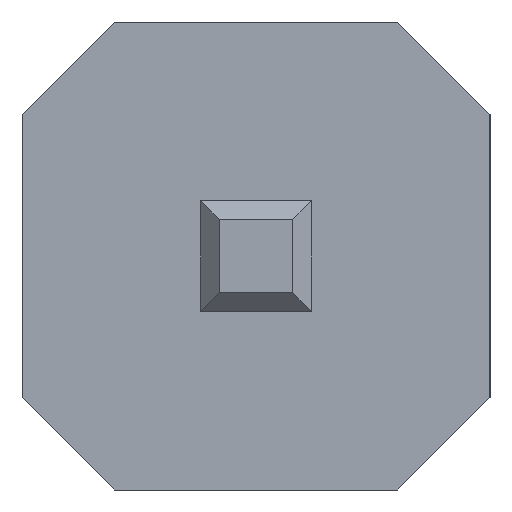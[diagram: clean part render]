
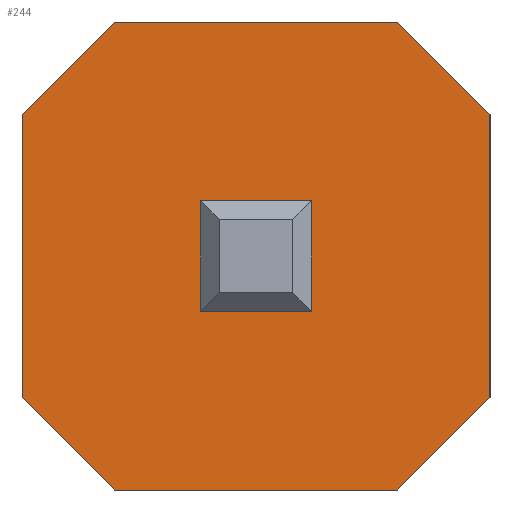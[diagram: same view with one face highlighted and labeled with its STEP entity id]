
A CAD part, left-side view. The second image highlights one B-rep face of the part: STEP entity #244.
In plain terms, the highlighted planar face has unit normal (-1, 0, 0).
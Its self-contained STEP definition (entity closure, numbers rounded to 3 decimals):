
#30 = LINE ( 'NONE', #762, #983 ) ;
#37 = VERTEX_POINT ( 'NONE', #552 ) ;
#53 = EDGE_CURVE ( 'NONE', #608, #1135, #555, .T. ) ;
#56 = VECTOR ( 'NONE', #308, 1000. ) ;
#69 = CARTESIAN_POINT ( 'NONE',  ( 0., 0.77, 0. ) ) ;
#90 = VECTOR ( 'NONE', #1108, 1000. ) ;
#98 = CARTESIAN_POINT ( 'NONE',  ( 0., 1.27, 0.5 ) ) ;
#100 = DIRECTION ( 'NONE',  ( 0., -1., 0. ) ) ;
#102 = VERTEX_POINT ( 'NONE', #584 ) ;
#116 = ORIENTED_EDGE ( 'NONE', *, *, #1025, .F. ) ;
#125 = LINE ( 'NONE', #338, #90 ) ;
#131 = VERTEX_POINT ( 'NONE', #1050 ) ;
#140 = VERTEX_POINT ( 'NONE', #693 ) ;
#144 = EDGE_CURVE ( 'NONE', #1230, #730, #236, .T. ) ;
#152 = DIRECTION ( 'NONE',  ( 0., 0., 1. ) ) ;
#161 = EDGE_CURVE ( 'NONE', #730, #102, #361, .T. ) ;
#166 = LINE ( 'NONE', #98, #942 ) ;
#177 = EDGE_LOOP ( 'NONE', ( #116, #683, #1007, #716 ) ) ;
#186 = CARTESIAN_POINT ( 'NONE',  ( 0., 1.27, 2.04 ) ) ;
#236 = LINE ( 'NONE', #470, #987 ) ;
#244 = ADVANCED_FACE ( 'NONE', ( #759, #424 ), #941, .T. ) ;
#269 = VECTOR ( 'NONE', #498, 1000. ) ;
#276 = EDGE_CURVE ( 'NONE', #955, #439, #1047, .T. ) ;
#282 = DIRECTION ( 'NONE',  ( 0., 0.707, 0.707 ) ) ;
#283 = ORIENTED_EDGE ( 'NONE', *, *, #144, .F. ) ;
#308 = DIRECTION ( 'NONE',  ( 0., 0., -1. ) ) ;
#320 = CARTESIAN_POINT ( 'NONE',  ( 0., 0.3, 1.57 ) ) ;
#338 = CARTESIAN_POINT ( 'NONE',  ( 0., -1.27, 2.04 ) ) ;
#360 = LINE ( 'NONE', #486, #1195 ) ;
#361 = LINE ( 'NONE', #703, #269 ) ;
#365 = DIRECTION ( 'NONE',  ( 0., 0., 1. ) ) ;
#406 = EDGE_CURVE ( 'NONE', #131, #140, #30, .T. ) ;
#424 = FACE_OUTER_BOUND ( 'NONE', #1168, .T. ) ;
#439 = VERTEX_POINT ( 'NONE', #952 ) ;
#446 = CARTESIAN_POINT ( 'NONE',  ( 0., 0., 0. ) ) ;
#451 = VECTOR ( 'NONE', #152, 1000. ) ;
#462 = CARTESIAN_POINT ( 'NONE',  ( 0., 0.3, 0. ) ) ;
#470 = CARTESIAN_POINT ( 'NONE',  ( 0., -1.27, 2.04 ) ) ;
#486 = CARTESIAN_POINT ( 'NONE',  ( 0., 0.77, 2.54 ) ) ;
#498 = DIRECTION ( 'NONE',  ( 0., 0.707, -0.707 ) ) ;
#520 = AXIS2_PLACEMENT_3D ( 'NONE', #446, #1126, #365 ) ;
#542 = DIRECTION ( 'NONE',  ( 0., 1., 0. ) ) ;
#552 = CARTESIAN_POINT ( 'NONE',  ( 0., 0.77, 0. ) ) ;
#555 = LINE ( 'NONE', #646, #451 ) ;
#581 = VECTOR ( 'NONE', #972, 1000. ) ;
#584 = CARTESIAN_POINT ( 'NONE',  ( 0., -0.77, 0. ) ) ;
#598 = CARTESIAN_POINT ( 'NONE',  ( 0., 0.77, 2.54 ) ) ;
#608 = VERTEX_POINT ( 'NONE', #985 ) ;
#610 = ORIENTED_EDGE ( 'NONE', *, *, #1205, .F. ) ;
#630 = CARTESIAN_POINT ( 'NONE',  ( 0., -1.27, 2.04 ) ) ;
#637 = LINE ( 'NONE', #462, #581 ) ;
#641 = CARTESIAN_POINT ( 'NONE',  ( 0., -1.27, 0.5 ) ) ;
#646 = CARTESIAN_POINT ( 'NONE',  ( 0., 1.27, 2.04 ) ) ;
#667 = CARTESIAN_POINT ( 'NONE',  ( 0., -0.77, 2.54 ) ) ;
#683 = ORIENTED_EDGE ( 'NONE', *, *, #276, .T. ) ;
#693 = CARTESIAN_POINT ( 'NONE',  ( 0., 0.3, 0.97 ) ) ;
#703 = CARTESIAN_POINT ( 'NONE',  ( 0., -1.27, 0.5 ) ) ;
#716 = ORIENTED_EDGE ( 'NONE', *, *, #406, .T. ) ;
#730 = VERTEX_POINT ( 'NONE', #641 ) ;
#759 = FACE_BOUND ( 'NONE', #177, .T. ) ;
#762 = CARTESIAN_POINT ( 'NONE',  ( 0., 0., 0.97 ) ) ;
#773 = LINE ( 'NONE', #803, #56 ) ;
#803 = CARTESIAN_POINT ( 'NONE',  ( 0., -0.3, 0. ) ) ;
#805 = ORIENTED_EDGE ( 'NONE', *, *, #161, .F. ) ;
#829 = ORIENTED_EDGE ( 'NONE', *, *, #1185, .F. ) ;
#837 = ORIENTED_EDGE ( 'NONE', *, *, #1068, .F. ) ;
#839 = ORIENTED_EDGE ( 'NONE', *, *, #1144, .F. ) ;
#866 = VERTEX_POINT ( 'NONE', #598 ) ;
#882 = EDGE_CURVE ( 'NONE', #439, #131, #773, .T. ) ;
#911 = CARTESIAN_POINT ( 'NONE',  ( 0., 1.27, 2.04 ) ) ;
#941 = PLANE ( 'NONE',  #520 ) ;
#942 = VECTOR ( 'NONE', #282, 1000. ) ;
#947 = VECTOR ( 'NONE', #542, 1000. ) ;
#951 = DIRECTION ( 'NONE',  ( 0., -1., 0. ) ) ;
#952 = CARTESIAN_POINT ( 'NONE',  ( 0., -0.3, 1.57 ) ) ;
#955 = VERTEX_POINT ( 'NONE', #320 ) ;
#956 = CARTESIAN_POINT ( 'NONE',  ( 0., 0., 1.57 ) ) ;
#967 = EDGE_CURVE ( 'NONE', #1135, #866, #1013, .T. ) ;
#972 = DIRECTION ( 'NONE',  ( 0., 0., -1. ) ) ;
#983 = VECTOR ( 'NONE', #1040, 1000. ) ;
#985 = CARTESIAN_POINT ( 'NONE',  ( 0., 1.27, 0.5 ) ) ;
#986 = DIRECTION ( 'NONE',  ( 0., 0., -1. ) ) ;
#987 = VECTOR ( 'NONE', #986, 1000. ) ;
#1002 = DIRECTION ( 'NONE',  ( 0., -0.707, 0.707 ) ) ;
#1007 = ORIENTED_EDGE ( 'NONE', *, *, #882, .T. ) ;
#1008 = VERTEX_POINT ( 'NONE', #667 ) ;
#1013 = LINE ( 'NONE', #911, #1088 ) ;
#1025 = EDGE_CURVE ( 'NONE', #955, #140, #637, .T. ) ;
#1040 = DIRECTION ( 'NONE',  ( 0., 1., 0. ) ) ;
#1047 = LINE ( 'NONE', #956, #1143 ) ;
#1050 = CARTESIAN_POINT ( 'NONE',  ( 0., -0.3, 0.97 ) ) ;
#1068 = EDGE_CURVE ( 'NONE', #37, #608, #166, .T. ) ;
#1088 = VECTOR ( 'NONE', #1002, 1000. ) ;
#1104 = ORIENTED_EDGE ( 'NONE', *, *, #53, .F. ) ;
#1108 = DIRECTION ( 'NONE',  ( 0., -0.707, -0.707 ) ) ;
#1126 = DIRECTION ( 'NONE',  ( -1., 0., 0. ) ) ;
#1135 = VERTEX_POINT ( 'NONE', #186 ) ;
#1143 = VECTOR ( 'NONE', #951, 1000. ) ;
#1144 = EDGE_CURVE ( 'NONE', #866, #1008, #360, .T. ) ;
#1168 = EDGE_LOOP ( 'NONE', ( #1208, #1104, #837, #829, #805, #283, #610, #839 ) ) ;
#1185 = EDGE_CURVE ( 'NONE', #102, #37, #1215, .T. ) ;
#1195 = VECTOR ( 'NONE', #100, 1000. ) ;
#1205 = EDGE_CURVE ( 'NONE', #1008, #1230, #125, .T. ) ;
#1208 = ORIENTED_EDGE ( 'NONE', *, *, #967, .F. ) ;
#1215 = LINE ( 'NONE', #69, #947 ) ;
#1230 = VERTEX_POINT ( 'NONE', #630 ) ;
